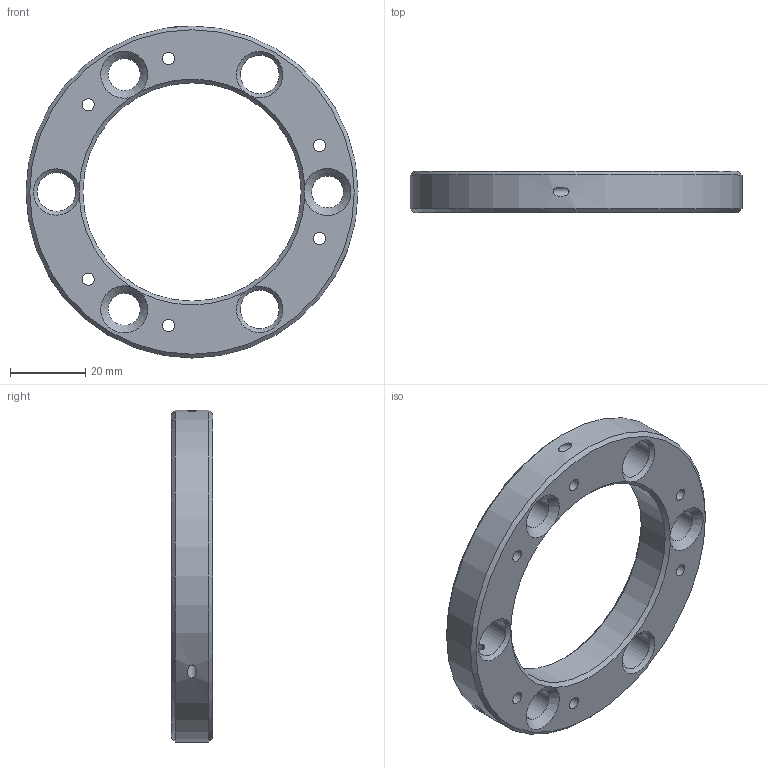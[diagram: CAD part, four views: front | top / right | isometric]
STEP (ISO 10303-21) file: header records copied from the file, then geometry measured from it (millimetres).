
FILE_DESCRIPTION(/* description */ (''),/* implementation_level */ '2;1');
FILE_NAME(/* name */ 'anneau.stp',/* time_stamp */ '2024-10-19T08:56:19+02:00',/* author */ ('Sebastien'),/* organization */ (''),/* preprocessor_version */ 'ST-DEVELOPER v20',/* originating_system */ 'Autodesk Inventor 2024',/* authorisation */ '');
FILE_SCHEMA (('AUTOMOTIVE_DESIGN { 1 0 10303 214 3 1 1 }'));
Length unit declared in the file: millimetre
Products named in the file (1): anneau
Bounding box: 88.2 x 11 x 88.2 mm (x, y, z)
Volume: 31274.6 mm3; surface area: 13263 mm2
Topology: 1 solids, 1 shells, 41 faces, 133 edges, 82 vertices
Faces by surface type: cone 22, cylinder 17, plane 2
Full cylindrical faces by diameter (mm): 2.459 x3, 3.242 x6, 8.5 x3, 10.3 x3, 58 x1, 88.2 x1
Entity records: 1828 total; most frequent: CARTESIAN_POINT 543, DIRECTION 267, ORIENTED_EDGE 266, EDGE_CURVE 133, AXIS2_PLACEMENT_3D 114, VERTEX_POINT 82, CIRCLE 72, EDGE_LOOP 61
